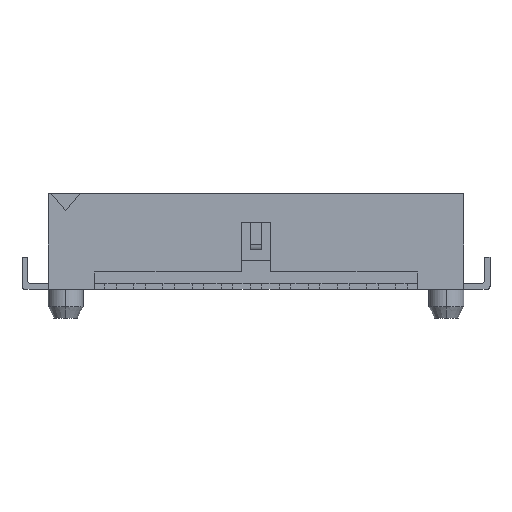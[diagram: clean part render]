
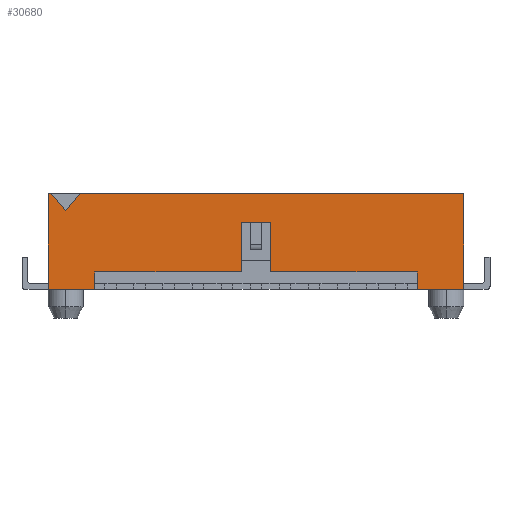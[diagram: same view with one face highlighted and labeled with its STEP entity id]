
A CAD part, left-side view. The second image highlights one B-rep face of the part: STEP entity #30680.
In plain terms, the highlighted planar face has unit normal (-1, 0, 0).
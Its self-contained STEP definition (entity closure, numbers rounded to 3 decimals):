
#470=CARTESIAN_POINT('',(4.194,573.568,
-0.6));
#480=VERTEX_POINT('',#470);
#530=CARTESIAN_POINT('',(4.194,573.568,0.));
#540=DIRECTION('',(0.,0.,-1.));
#550=VECTOR('',#540,1.);
#560=LINE('',#530,#550);
#570=CARTESIAN_POINT('',(4.194,573.568,
1.1));
#580=VERTEX_POINT('',#570);
#590=EDGE_CURVE('',#580,#480,#560,.T.);
#19480=CARTESIAN_POINT('',(4.194,578.618,
-0.6));
#19490=VERTEX_POINT('',#19480);
#19520=CARTESIAN_POINT('',(4.194,0.,-0.6));
#19530=DIRECTION('',(0.,-1.,0.));
#19540=VECTOR('',#19530,1.);
#19550=LINE('',#19520,#19540);
#19560=EDGE_CURVE('',#19490,#480,#19550,.T.);
#28230=CARTESIAN_POINT('',(4.194,578.368,0.));
#28240=DIRECTION('',(0.,-0.64,-0.768));
#28250=VECTOR('',#28240,1.);
#28260=LINE('',#28230,#28250);
#28270=CARTESIAN_POINT('',(4.194,580.118,
2.1));
#28280=VERTEX_POINT('',#28270);
#28290=CARTESIAN_POINT('',(4.194,579.618,1.5));
#28300=VERTEX_POINT('',#28290);
#28310=EDGE_CURVE('',#28280,#28300,#28260,.T.);
#28630=CARTESIAN_POINT('',(4.194,580.868,0.));
#28640=DIRECTION('',(0.,-0.64,0.768));
#28650=VECTOR('',#28640,1.);
#28660=LINE('',#28630,#28650);
#28670=CARTESIAN_POINT('',(4.194,579.118,
2.1));
#28680=VERTEX_POINT('',#28670);
#28690=EDGE_CURVE('',#28300,#28680,#28660,.T.);
#29810=CARTESIAN_POINT('',(4.194,566.068,
0.45));
#29820=DIRECTION('',(1.,0.,0.));
#29830=DIRECTION('',(0.,0.,1.));
#29840=AXIS2_PLACEMENT_3D('',#29810,#29820,#29830);
#29850=PLANE('',#29840);
#29860=CARTESIAN_POINT('',(4.194,565.918,0.));
#29870=DIRECTION('',(0.,0.,-1.));
#29880=VECTOR('',#29870,1.);
#29890=LINE('',#29860,#29880);
#29900=CARTESIAN_POINT('',(4.194,565.918,
2.1));
#29910=VERTEX_POINT('',#29900);
#29920=CARTESIAN_POINT('',(4.194,565.918,
-1.2));
#29930=VERTEX_POINT('',#29920);
#29940=EDGE_CURVE('',#29910,#29930,#29890,.T.);
#29950=ORIENTED_EDGE('',*,*,#29940,.F.);
#29960=CARTESIAN_POINT('',(4.194,0.,-1.2));
#29970=DIRECTION('',(0.,-1.,0.));
#29980=VECTOR('',#29970,1.);
#29990=LINE('',#29960,#29980);
#30000=CARTESIAN_POINT('',(4.194,567.518,
-1.2));
#30010=VERTEX_POINT('',#30000);
#30020=EDGE_CURVE('',#30010,#29930,#29990,.T.);
#30030=ORIENTED_EDGE('',*,*,#30020,.T.);
#30040=CARTESIAN_POINT('',(4.194,567.518,0.));
#30050=DIRECTION('',(0.,0.,-1.));
#30060=VECTOR('',#30050,1.);
#30070=LINE('',#30040,#30060);
#30080=CARTESIAN_POINT('',(4.194,567.518,
-0.6));
#30090=VERTEX_POINT('',#30080);
#30100=EDGE_CURVE('',#30090,#30010,#30070,.T.);
#30110=ORIENTED_EDGE('',*,*,#30100,.T.);
#30120=CARTESIAN_POINT('',(4.194,0.,-0.6));
#30130=DIRECTION('',(0.,-1.,0.));
#30140=VECTOR('',#30130,1.);
#30150=LINE('',#30120,#30140);
#30160=CARTESIAN_POINT('',(4.194,572.568,
-0.6));
#30170=VERTEX_POINT('',#30160);
#30180=EDGE_CURVE('',#30170,#30090,#30150,.T.);
#30190=ORIENTED_EDGE('',*,*,#30180,.T.);
#30200=CARTESIAN_POINT('',(4.194,572.568,0.));
#30210=DIRECTION('',(0.,0.,-1.));
#30220=VECTOR('',#30210,1.);
#30230=LINE('',#30200,#30220);
#30240=CARTESIAN_POINT('',(4.194,572.568,
1.1));
#30250=VERTEX_POINT('',#30240);
#30260=EDGE_CURVE('',#30250,#30170,#30230,.T.);
#30270=ORIENTED_EDGE('',*,*,#30260,.T.);
#30280=CARTESIAN_POINT('',(4.194,0.,1.1));
#30290=DIRECTION('',(0.,-1.,0.));
#30300=VECTOR('',#30290,1.);
#30310=LINE('',#30280,#30300);
#30320=EDGE_CURVE('',#580,#30250,#30310,.T.);
#30330=ORIENTED_EDGE('',*,*,#30320,.T.);
#30340=ORIENTED_EDGE('',*,*,#590,.F.);
#30350=ORIENTED_EDGE('',*,*,#19560,.T.);
#30360=CARTESIAN_POINT('',(4.194,578.618,0.));
#30370=DIRECTION('',(0.,0.,1.));
#30380=VECTOR('',#30370,1.);
#30390=LINE('',#30360,#30380);
#30400=CARTESIAN_POINT('',(4.194,578.618,
-1.2));
#30410=VERTEX_POINT('',#30400);
#30420=EDGE_CURVE('',#30410,#19490,#30390,.T.);
#30430=ORIENTED_EDGE('',*,*,#30420,.T.);
#30440=CARTESIAN_POINT('',(4.194,580.218,
-1.2));
#30450=VERTEX_POINT('',#30440);
#30460=EDGE_CURVE('',#30450,#30410,#29990,.T.);
#30470=ORIENTED_EDGE('',*,*,#30460,.T.);
#30480=CARTESIAN_POINT('',(4.194,580.218,0.));
#30490=DIRECTION('',(0.,0.,1.));
#30500=VECTOR('',#30490,1.);
#30510=LINE('',#30480,#30500);
#30520=CARTESIAN_POINT('',(4.194,580.218,
2.1));
#30530=VERTEX_POINT('',#30520);
#30540=EDGE_CURVE('',#30450,#30530,#30510,.T.);
#30550=ORIENTED_EDGE('',*,*,#30540,.F.);
#30560=CARTESIAN_POINT('',(4.194,0.,2.1));
#30570=DIRECTION('',(0.,1.,0.));
#30580=VECTOR('',#30570,1.);
#30590=LINE('',#30560,#30580);
#30600=EDGE_CURVE('',#28280,#30530,#30590,.T.);
#30610=ORIENTED_EDGE('',*,*,#30600,.T.);
#30620=ORIENTED_EDGE('',*,*,#28310,.F.);
#30630=ORIENTED_EDGE('',*,*,#28690,.F.);
#30640=EDGE_CURVE('',#29910,#28680,#30590,.T.);
#30650=ORIENTED_EDGE('',*,*,#30640,.T.);
#30660=EDGE_LOOP('',(#30650,#30630,#30620,#30610,#30550,#30470,#30430,
#30350,#30340,#30330,#30270,#30190,#30110,#30030,#29950));
#30670=FACE_OUTER_BOUND('',#30660,.T.);
#30680=ADVANCED_FACE('',(#30670),#29850,.F.);
